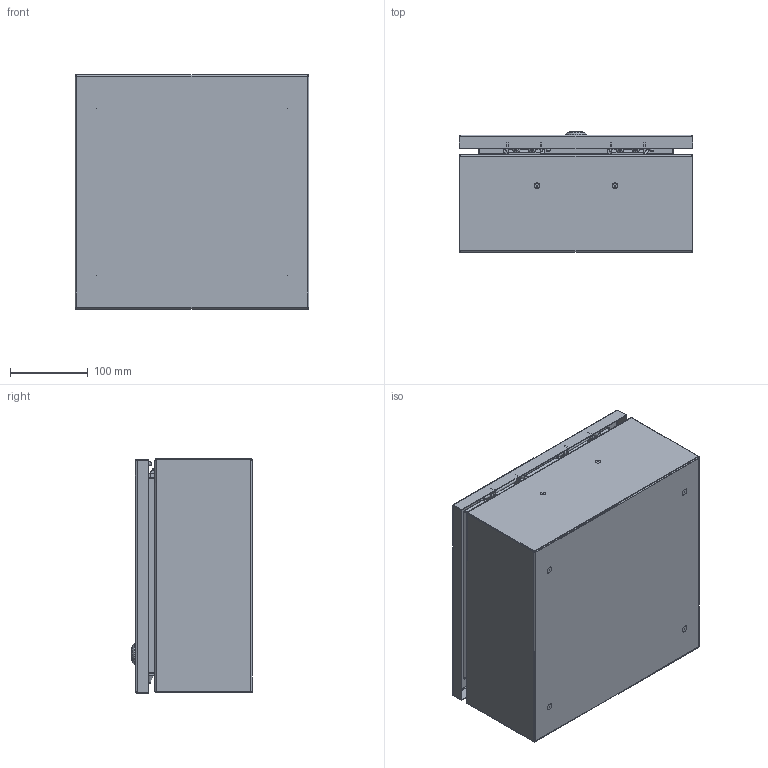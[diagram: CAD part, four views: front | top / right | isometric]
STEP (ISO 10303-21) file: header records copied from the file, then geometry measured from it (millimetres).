
FILE_DESCRIPTION(/* description */ (''),/* implementation_level */ '2;1');
FILE_NAME(/* name */ 'Шкаф SES 30.30.15.000.stp',/* time_stamp */ '2021-01-18T20:28:53+03:00',/* author */ ('KB-STEPAN'),/* organization */ (''),/* preprocessor_version */ 'ST-DEVELOPER v16.1',/* originating_system */ 'Autodesk Inventor 2016',/* authorisation */ '');
FILE_SCHEMA (('AUTOMOTIVE_DESIGN { 1 0 10303 214 3 1 1 }'));
Length unit declared in the file: millimetre
Products named in the file (1): Деталь2
Bounding box: 300 x 155 x 300.5 mm (x, y, z)
Volume: 584725.2 mm3; surface area: 961746.7 mm2
Topology: 4 solids, 17 shells, 1193 faces, 2916 edges, 1803 vertices
Faces by surface type: plane 702, cylinder 308, cone 109, bspline 62, torus 12
Full cylindrical faces by diameter (mm): 1 x14, 3.8 x1, 4.917 x1, 5 x10, 5.2 x4, 5.3 x4, 5.5 x4, 6 x23, 6.4 x6, 7.5 x6, 8 x20, 8.4 x8, 8.7 x1, 9 x4, 12 x10, 16 x8, 27 x1, 33 x1
Entity records: 35127 total; most frequent: CARTESIAN_POINT 8243, DIRECTION 5198, ORIENTED_EDGE 5136, EDGE_CURVE 2566, AXIS2_PLACEMENT_3D 1968, VERTEX_POINT 1694, EDGE_LOOP 1584, LINE 1262
